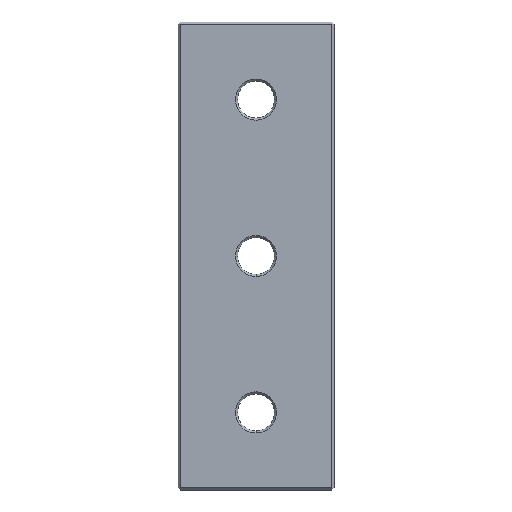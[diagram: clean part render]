
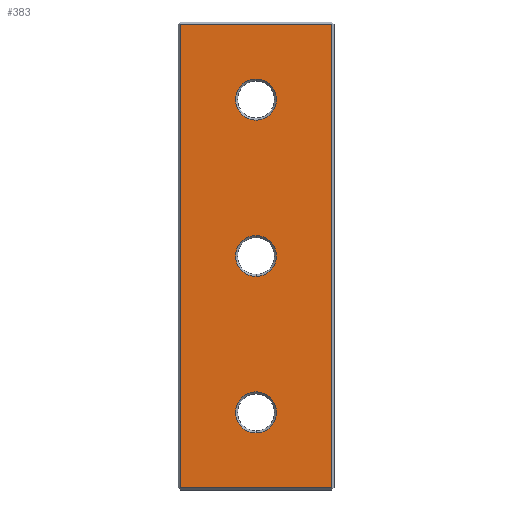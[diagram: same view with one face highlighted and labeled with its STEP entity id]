
A CAD part, front view. The second image highlights one B-rep face of the part: STEP entity #383.
In plain terms, the highlighted planar face has unit normal (0, -1, 0).
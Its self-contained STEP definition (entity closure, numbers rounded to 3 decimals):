
#7 = EDGE_LOOP ( 'NONE', ( #452, #1159 ) ) ;
#12 = VERTEX_POINT ( 'NONE', #218 ) ;
#17 = CIRCLE ( 'NONE', #40, 5. ) ;
#19 = VECTOR ( 'NONE', #591, 1000. ) ;
#25 = PLANE ( 'NONE',  #975 ) ;
#26 = CIRCLE ( 'NONE', #410, 5. ) ;
#40 = AXIS2_PLACEMENT_3D ( 'NONE', #570, #213, #1120 ) ;
#49 = VECTOR ( 'NONE', #1082, 1000. ) ;
#77 = ORIENTED_EDGE ( 'NONE', *, *, #625, .T. ) ;
#100 = DIRECTION ( 'NONE',  ( 0., 1., 0. ) ) ;
#105 = ORIENTED_EDGE ( 'NONE', *, *, #149, .T. ) ;
#118 = EDGE_CURVE ( 'NONE', #1152, #968, #984, .T. ) ;
#121 = FACE_BOUND ( 'NONE', #1055, .T. ) ;
#127 = CARTESIAN_POINT ( 'NONE',  ( 18.5, 0., 57. ) ) ;
#128 = EDGE_CURVE ( 'NONE', #377, #822, #26, .T. ) ;
#143 = VERTEX_POINT ( 'NONE', #883 ) ;
#146 = CARTESIAN_POINT ( 'NONE',  ( 0., 0., 43.1 ) ) ;
#149 = EDGE_CURVE ( 'NONE', #372, #959, #1169, .T. ) ;
#159 = VECTOR ( 'NONE', #440, 1000. ) ;
#194 = CIRCLE ( 'NONE', #1052, 5. ) ;
#210 = ORIENTED_EDGE ( 'NONE', *, *, #357, .T. ) ;
#213 = DIRECTION ( 'NONE',  ( 0., 1., 0. ) ) ;
#218 = CARTESIAN_POINT ( 'NONE',  ( -18.5, 0., 56.5 ) ) ;
#224 = DIRECTION ( 'NONE',  ( 0., 1., 0. ) ) ;
#229 = DIRECTION ( 'NONE',  ( 0., 1., 0. ) ) ;
#230 = CARTESIAN_POINT ( 'NONE',  ( 0., 0., -43.1 ) ) ;
#280 = EDGE_CURVE ( 'NONE', #12, #372, #826, .T. ) ;
#329 = LINE ( 'NONE', #439, #1051 ) ;
#330 = DIRECTION ( 'NONE',  ( 0., 0., 1. ) ) ;
#337 = CARTESIAN_POINT ( 'NONE',  ( 0., 0., -38.1 ) ) ;
#357 = EDGE_CURVE ( 'NONE', #143, #735, #829, .T. ) ;
#372 = VERTEX_POINT ( 'NONE', #1131 ) ;
#375 = CARTESIAN_POINT ( 'NONE',  ( -19., 0., 57. ) ) ;
#377 = VERTEX_POINT ( 'NONE', #397 ) ;
#383 = ADVANCED_FACE ( 'NONE', ( #121, #940, #681, #1138 ), #25, .F. ) ;
#386 = CARTESIAN_POINT ( 'NONE',  ( 18.5, 0., 56.5 ) ) ;
#395 = VERTEX_POINT ( 'NONE', #386 ) ;
#397 = CARTESIAN_POINT ( 'NONE',  ( 0., 0., 33.1 ) ) ;
#410 = AXIS2_PLACEMENT_3D ( 'NONE', #781, #802, #1157 ) ;
#426 = DIRECTION ( 'NONE',  ( -1., 0., 0. ) ) ;
#439 = CARTESIAN_POINT ( 'NONE',  ( -19., 0., 56.5 ) ) ;
#440 = DIRECTION ( 'NONE',  ( 0., 0., -1. ) ) ;
#441 = ORIENTED_EDGE ( 'NONE', *, *, #128, .T. ) ;
#452 = ORIENTED_EDGE ( 'NONE', *, *, #550, .T. ) ;
#459 = CIRCLE ( 'NONE', #600, 5. ) ;
#469 = DIRECTION ( 'NONE',  ( 0., 0., 1. ) ) ;
#550 = EDGE_CURVE ( 'NONE', #968, #1152, #17, .T. ) ;
#570 = CARTESIAN_POINT ( 'NONE',  ( 0., 0., -38.1 ) ) ;
#586 = DIRECTION ( 'NONE',  ( 1., 0., 0. ) ) ;
#591 = DIRECTION ( 'NONE',  ( 0., 0., 1. ) ) ;
#600 = AXIS2_PLACEMENT_3D ( 'NONE', #757, #229, #1128 ) ;
#623 = EDGE_LOOP ( 'NONE', ( #891, #954, #105, #1040 ) ) ;
#625 = EDGE_CURVE ( 'NONE', #822, #377, #459, .T. ) ;
#681 = FACE_BOUND ( 'NONE', #808, .T. ) ;
#702 = CARTESIAN_POINT ( 'NONE',  ( -19., 0., -56.5 ) ) ;
#705 = DIRECTION ( 'NONE',  ( 0., 1., 0. ) ) ;
#711 = CARTESIAN_POINT ( 'NONE',  ( 0., 0., 5. ) ) ;
#735 = VERTEX_POINT ( 'NONE', #711 ) ;
#745 = ORIENTED_EDGE ( 'NONE', *, *, #1014, .T. ) ;
#757 = CARTESIAN_POINT ( 'NONE',  ( 0., 0., 38.1 ) ) ;
#781 = CARTESIAN_POINT ( 'NONE',  ( 0., 0., 38.1 ) ) ;
#786 = EDGE_CURVE ( 'NONE', #395, #12, #329, .T. ) ;
#787 = CARTESIAN_POINT ( 'NONE',  ( 0., 0., 0. ) ) ;
#802 = DIRECTION ( 'NONE',  ( 0., 1., 0. ) ) ;
#808 = EDGE_LOOP ( 'NONE', ( #210, #745 ) ) ;
#822 = VERTEX_POINT ( 'NONE', #146 ) ;
#826 = LINE ( 'NONE', #1102, #159 ) ;
#829 = CIRCLE ( 'NONE', #897, 5. ) ;
#837 = CARTESIAN_POINT ( 'NONE',  ( 0., 0., 0. ) ) ;
#874 = LINE ( 'NONE', #127, #19 ) ;
#883 = CARTESIAN_POINT ( 'NONE',  ( 0., 0., -5. ) ) ;
#891 = ORIENTED_EDGE ( 'NONE', *, *, #786, .T. ) ;
#897 = AXIS2_PLACEMENT_3D ( 'NONE', #837, #100, #469 ) ;
#934 = AXIS2_PLACEMENT_3D ( 'NONE', #337, #986, #330 ) ;
#940 = FACE_BOUND ( 'NONE', #7, .T. ) ;
#950 = EDGE_CURVE ( 'NONE', #959, #395, #874, .T. ) ;
#954 = ORIENTED_EDGE ( 'NONE', *, *, #280, .T. ) ;
#959 = VERTEX_POINT ( 'NONE', #1065 ) ;
#968 = VERTEX_POINT ( 'NONE', #230 ) ;
#975 = AXIS2_PLACEMENT_3D ( 'NONE', #375, #224, #586 ) ;
#983 = DIRECTION ( 'NONE',  ( 0., 0., 1. ) ) ;
#984 = CIRCLE ( 'NONE', #934, 5. ) ;
#986 = DIRECTION ( 'NONE',  ( 0., 1., 0. ) ) ;
#1014 = EDGE_CURVE ( 'NONE', #735, #143, #194, .T. ) ;
#1040 = ORIENTED_EDGE ( 'NONE', *, *, #950, .T. ) ;
#1051 = VECTOR ( 'NONE', #426, 1000. ) ;
#1052 = AXIS2_PLACEMENT_3D ( 'NONE', #787, #705, #983 ) ;
#1055 = EDGE_LOOP ( 'NONE', ( #441, #77 ) ) ;
#1065 = CARTESIAN_POINT ( 'NONE',  ( 18.5, 0., -56.5 ) ) ;
#1082 = DIRECTION ( 'NONE',  ( 1., 0., 0. ) ) ;
#1102 = CARTESIAN_POINT ( 'NONE',  ( -18.5, 0., 57. ) ) ;
#1120 = DIRECTION ( 'NONE',  ( 0., 0., 1. ) ) ;
#1128 = DIRECTION ( 'NONE',  ( 0., 0., 1. ) ) ;
#1131 = CARTESIAN_POINT ( 'NONE',  ( -18.5, 0., -56.5 ) ) ;
#1138 = FACE_OUTER_BOUND ( 'NONE', #623, .T. ) ;
#1152 = VERTEX_POINT ( 'NONE', #1201 ) ;
#1157 = DIRECTION ( 'NONE',  ( 0., 0., 1. ) ) ;
#1159 = ORIENTED_EDGE ( 'NONE', *, *, #118, .T. ) ;
#1169 = LINE ( 'NONE', #702, #49 ) ;
#1201 = CARTESIAN_POINT ( 'NONE',  ( 0., 0., -33.1 ) ) ;
